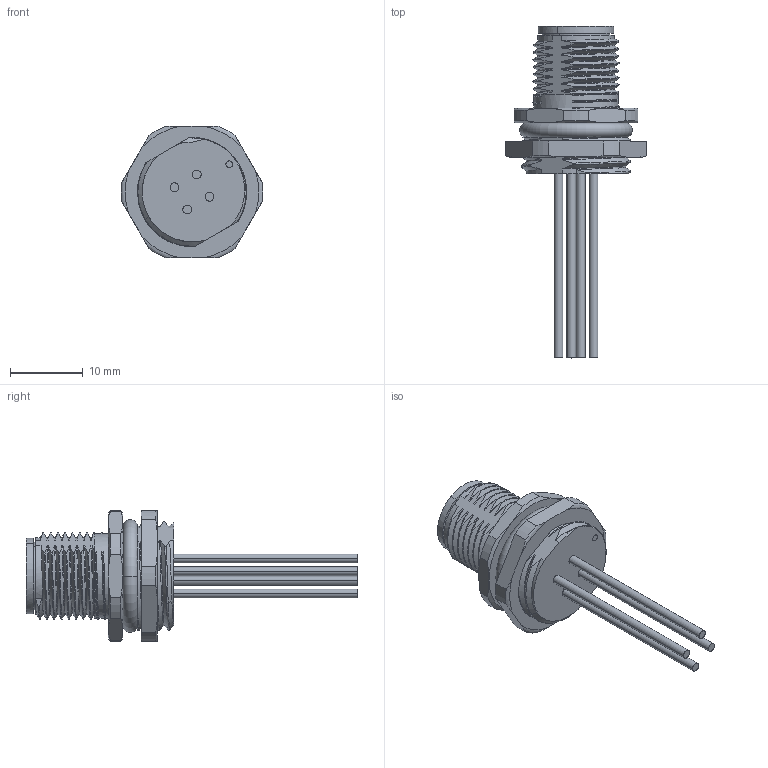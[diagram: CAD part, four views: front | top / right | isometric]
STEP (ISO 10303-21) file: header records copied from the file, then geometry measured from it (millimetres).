
FILE_DESCRIPTION(/* description */ (''),/* implementation_level */ '2;1');
FILE_NAME(/* name */ 'temp.stp',/* time_stamp */ '2023-12-06T17:29:26+08:00',/* author */ (''),/* organization */ (''),/* preprocessor_version */ 'ST-DEVELOPER v18.1',/* originating_system */ 'SIEMENS PLM Software NX 1980',/* authorisation */ '');
FILE_SCHEMA (('AUTOMOTIVE_DESIGN { 1 0 10303 214 3 1 1 1 }'));
Length unit declared in the file: millimetre
Products named in the file (1): temp
Bounding box: 19.48 x 45.6 x 18 mm (x, y, z)
Volume: 2636.4 mm3; surface area: 2613.5 mm2
Topology: 5 solids, 6 shells, 373 faces, 997 edges, 650 vertices
Faces by surface type: cylinder 126, plane 110, cone 57, bspline 56, torus 15, sphere 9
Full cylindrical faces by diameter (mm): 11.6 x1
Entity records: 19469 total; most frequent: CARTESIAN_POINT 11098, ORIENTED_EDGE 1972, DIRECTION 1292, EDGE_CURVE 986, VERTEX_POINT 650, B_SPLINE_CURVE_WITH_KNOTS 523, AXIS2_PLACEMENT_3D 511, EDGE_LOOP 400
